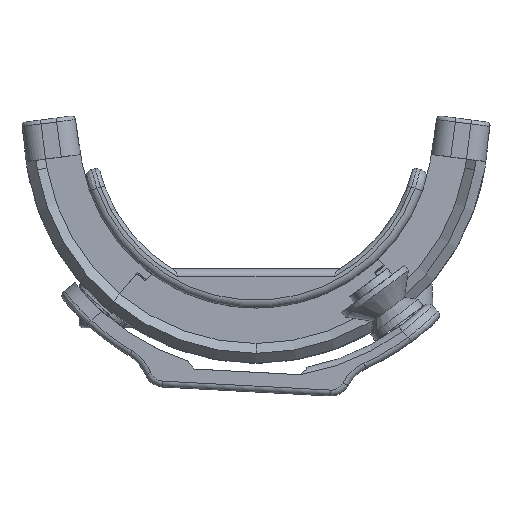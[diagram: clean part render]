
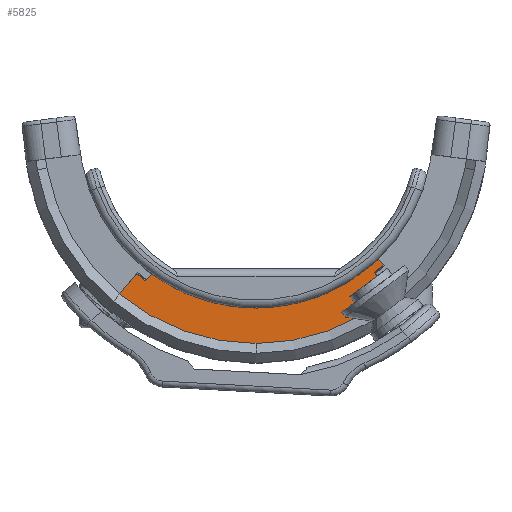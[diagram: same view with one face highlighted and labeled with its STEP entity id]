
A CAD part, front view. The second image highlights one B-rep face of the part: STEP entity #5825.
In plain terms, the highlighted planar face has unit normal (0, -1, 0).
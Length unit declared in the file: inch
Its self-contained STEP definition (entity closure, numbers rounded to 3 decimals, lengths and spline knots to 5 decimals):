
#806 = EDGE_CURVE ( 'NONE', #16469, #35497, #13449, .T. ) ;
#1121 = DIRECTION ( 'NONE',  ( 0., 0., -1. ) ) ;
#1189 = DIRECTION ( 'NONE',  ( 0., -1., 0. ) ) ;
#1828 = CARTESIAN_POINT ( 'NONE',  ( 1.1388, -0.19685, -1.35717 ) ) ;
#1995 = ORIENTED_EDGE ( 'NONE', *, *, #32225, .T. ) ;
#2222 = DIRECTION ( 'NONE',  ( 0.643, 0., -0.766 ) ) ;
#2530 = CARTESIAN_POINT ( 'NONE',  ( 1.18435, -0.19685, -1.41145 ) ) ;
#3267 = ORIENTED_EDGE ( 'NONE', *, *, #13655, .F. ) ;
#3867 = CARTESIAN_POINT ( 'NONE',  ( -1.1388, -0.19685, -1.35717 ) ) ;
#4286 = VERTEX_POINT ( 'NONE', #32469 ) ;
#4296 = VECTOR ( 'NONE', #22896, 39.37008 ) ;
#4917 = AXIS2_PLACEMENT_3D ( 'NONE', #32025, #41541, #35135 ) ;
#5093 = DIRECTION ( 'NONE',  ( 0., -1., 0. ) ) ;
#5135 = VECTOR ( 'NONE', #41248, 39.37008 ) ;
#5567 = CARTESIAN_POINT ( 'NONE',  ( 1.27483, -0.19685, -1.33553 ) ) ;
#5825 = ADVANCED_FACE ( 'NONE', ( #21952 ), #35424, .T. ) ;
#6566 = VECTOR ( 'NONE', #20443, 39.37008 ) ;
#7879 = LINE ( 'NONE', #38122, #41663 ) ;
#8107 = AXIS2_PLACEMENT_3D ( 'NONE', #42713, #25296, #38765 ) ;
#8415 = CARTESIAN_POINT ( 'NONE',  ( 0., -0.19685, 0. ) ) ;
#9209 = CARTESIAN_POINT ( 'NONE',  ( 1.22927, -0.19685, -1.28125 ) ) ;
#9454 = CIRCLE ( 'NONE', #35569, 2.12598 ) ;
#9565 = ORIENTED_EDGE ( 'NONE', *, *, #18394, .F. ) ;
#10565 = EDGE_CURVE ( 'NONE', #35497, #17444, #11650, .T. ) ;
#10739 = VERTEX_POINT ( 'NONE', #12500 ) ;
#10742 = LINE ( 'NONE', #38348, #27954 ) ;
#11514 = CARTESIAN_POINT ( 'NONE',  ( 0., -0.19685, 0. ) ) ;
#11628 = CIRCLE ( 'NONE', #8107, 2.12598 ) ;
#11650 = LINE ( 'NONE', #28224, #5135 ) ;
#12500 = CARTESIAN_POINT ( 'NONE',  ( -1.10399, -0.19685, -1.49944 ) ) ;
#13142 = LINE ( 'NONE', #3867, #6566 ) ;
#13449 = LINE ( 'NONE', #16989, #37902 ) ;
#13655 = EDGE_CURVE ( 'NONE', #33353, #16358, #39957, .T. ) ;
#14583 = ORIENTED_EDGE ( 'NONE', *, *, #18625, .T. ) ;
#14643 = VERTEX_POINT ( 'NONE', #17554 ) ;
#14900 = CARTESIAN_POINT ( 'NONE',  ( -1.1388, -0.19685, -1.35717 ) ) ;
#16358 = VERTEX_POINT ( 'NONE', #32406 ) ;
#16469 = VERTEX_POINT ( 'NONE', #9209 ) ;
#16888 = VERTEX_POINT ( 'NONE', #1828 ) ;
#16989 = CARTESIAN_POINT ( 'NONE',  ( 1.22927, -0.19685, -1.28125 ) ) ;
#17444 = VERTEX_POINT ( 'NONE', #2530 ) ;
#17554 = CARTESIAN_POINT ( 'NONE',  ( -1.19447, -0.19685, -1.42352 ) ) ;
#18356 = CIRCLE ( 'NONE', #4917, 1.77165 ) ;
#18394 = EDGE_CURVE ( 'NONE', #16358, #16888, #18356, .T. ) ;
#18498 = ORIENTED_EDGE ( 'NONE', *, *, #35007, .T. ) ;
#18551 = CARTESIAN_POINT ( 'NONE',  ( 0., -0.19685, -2.12598 ) ) ;
#18625 = EDGE_CURVE ( 'NONE', #16469, #16888, #7879, .T. ) ;
#19814 = CARTESIAN_POINT ( 'NONE',  ( -1.36656, -0.19685, -1.6286 ) ) ;
#20443 = DIRECTION ( 'NONE',  ( -0.643, 0., -0.766 ) ) ;
#21066 = VECTOR ( 'NONE', #2222, 39.37008 ) ;
#21648 = AXIS2_PLACEMENT_3D ( 'NONE', #11514, #32036, #1121 ) ;
#21952 = FACE_OUTER_BOUND ( 'NONE', #39974, .T. ) ;
#22896 = DIRECTION ( 'NONE',  ( -0.766, 0., 0.643 ) ) ;
#23098 = EDGE_CURVE ( 'NONE', #17444, #4286, #41571, .T. ) ;
#23115 = LINE ( 'NONE', #36381, #4296 ) ;
#23792 = EDGE_CURVE ( 'NONE', #14643, #37823, #13142, .T. ) ;
#24421 = DIRECTION ( 'NONE',  ( 0.643, 0., 0.766 ) ) ;
#24785 = CARTESIAN_POINT ( 'NONE',  ( 1.1388, -0.19685, -1.35717 ) ) ;
#25296 = DIRECTION ( 'NONE',  ( 0., -1., 0. ) ) ;
#25403 = DIRECTION ( 'NONE',  ( 0., 0., -1. ) ) ;
#26250 = DIRECTION ( 'NONE',  ( 0.643, 0., -0.766 ) ) ;
#27954 = VECTOR ( 'NONE', #24421, 39.37008 ) ;
#27963 = DIRECTION ( 'NONE',  ( -0.766, 0., -0.643 ) ) ;
#28224 = CARTESIAN_POINT ( 'NONE',  ( 1.27483, -0.19685, -1.33553 ) ) ;
#28782 = DIRECTION ( 'NONE',  ( 0., 0., -1. ) ) ;
#30228 = ORIENTED_EDGE ( 'NONE', *, *, #806, .F. ) ;
#31706 = ORIENTED_EDGE ( 'NONE', *, *, #38804, .T. ) ;
#32025 = CARTESIAN_POINT ( 'NONE',  ( 0., -0.19685, 0. ) ) ;
#32036 = DIRECTION ( 'NONE',  ( 0., -1., 0. ) ) ;
#32225 = EDGE_CURVE ( 'NONE', #37823, #42604, #9454, .T. ) ;
#32406 = CARTESIAN_POINT ( 'NONE',  ( 0., -0.19685, -1.77165 ) ) ;
#32469 = CARTESIAN_POINT ( 'NONE',  ( 1.36656, -0.19685, -1.6286 ) ) ;
#33082 = ORIENTED_EDGE ( 'NONE', *, *, #10565, .F. ) ;
#33353 = VERTEX_POINT ( 'NONE', #36000 ) ;
#35007 = EDGE_CURVE ( 'NONE', #42604, #4286, #11628, .T. ) ;
#35135 = DIRECTION ( 'NONE',  ( 0., 0., -1. ) ) ;
#35424 = PLANE ( 'NONE',  #40643 ) ;
#35497 = VERTEX_POINT ( 'NONE', #5567 ) ;
#35569 = AXIS2_PLACEMENT_3D ( 'NONE', #8415, #5093, #25403 ) ;
#35594 = ORIENTED_EDGE ( 'NONE', *, *, #23098, .F. ) ;
#35832 = ORIENTED_EDGE ( 'NONE', *, *, #23792, .T. ) ;
#36000 = CARTESIAN_POINT ( 'NONE',  ( -1.04579, -0.19685, -1.43007 ) ) ;
#36090 = EDGE_CURVE ( 'NONE', #10739, #33353, #10742, .T. ) ;
#36381 = CARTESIAN_POINT ( 'NONE',  ( -1.10399, -0.19685, -1.49944 ) ) ;
#37823 = VERTEX_POINT ( 'NONE', #19814 ) ;
#37902 = VECTOR ( 'NONE', #26250, 39.37008 ) ;
#38122 = CARTESIAN_POINT ( 'NONE',  ( 1.22927, -0.19685, -1.28125 ) ) ;
#38348 = CARTESIAN_POINT ( 'NONE',  ( -0.99771, -0.19685, -1.37277 ) ) ;
#38765 = DIRECTION ( 'NONE',  ( 0., 0., -1. ) ) ;
#38804 = EDGE_CURVE ( 'NONE', #10739, #14643, #23115, .T. ) ;
#39957 = CIRCLE ( 'NONE', #21648, 1.77165 ) ;
#39974 = EDGE_LOOP ( 'NONE', ( #31706, #35832, #1995, #18498, #35594, #33082, #30228, #14583, #9565, #3267, #40024 ) ) ;
#40024 = ORIENTED_EDGE ( 'NONE', *, *, #36090, .F. ) ;
#40643 = AXIS2_PLACEMENT_3D ( 'NONE', #14900, #1189, #28782 ) ;
#41248 = DIRECTION ( 'NONE',  ( -0.766, 0., -0.643 ) ) ;
#41541 = DIRECTION ( 'NONE',  ( 0., -1., 0. ) ) ;
#41571 = LINE ( 'NONE', #24785, #21066 ) ;
#41663 = VECTOR ( 'NONE', #27963, 39.37008 ) ;
#42604 = VERTEX_POINT ( 'NONE', #18551 ) ;
#42713 = CARTESIAN_POINT ( 'NONE',  ( 0., -0.19685, 0. ) ) ;
